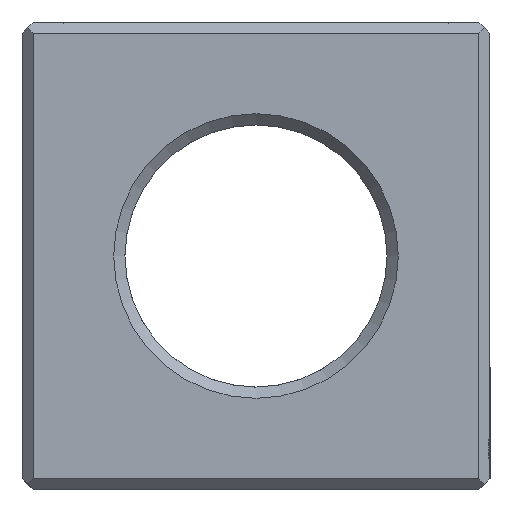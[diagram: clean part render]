
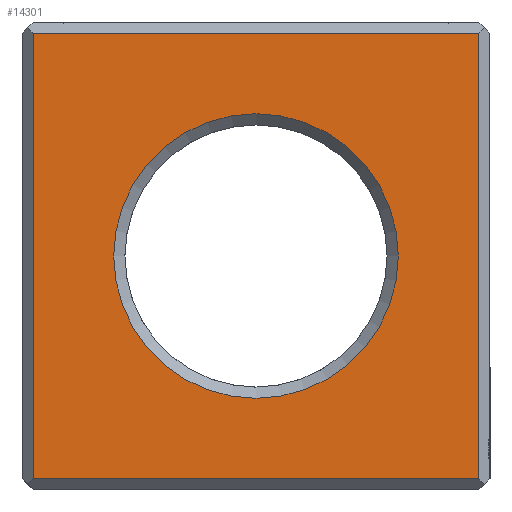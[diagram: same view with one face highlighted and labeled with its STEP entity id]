
A CAD part, left-side view. The second image highlights one B-rep face of the part: STEP entity #14301.
In plain terms, the highlighted planar face has unit normal (-1, 0, 0).
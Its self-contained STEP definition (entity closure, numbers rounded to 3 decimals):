
#72 = PLANE('',#73);
#73 = AXIS2_PLACEMENT_3D('',#74,#75,#76);
#74 = CARTESIAN_POINT('',(0.,0.,0.3));
#75 = DIRECTION('',(-0.707,0.,-0.707));
#76 = DIRECTION('',(0.707,0.,-0.707));
#782 = PLANE('',#783);
#783 = AXIS2_PLACEMENT_3D('',#784,#785,#786);
#784 = CARTESIAN_POINT('',(0.3,12.5,0.));
#785 = DIRECTION('',(0.707,-0.707,0.));
#786 = DIRECTION('',(-0.707,-0.707,0.));
#1013 = PLANE('',#1014);
#1014 = AXIS2_PLACEMENT_3D('',#1015,#1016,#1017);
#1015 = CARTESIAN_POINT('',(0.3,0.,0.));
#1016 = DIRECTION('',(-0.707,-0.707,0.));
#1017 = DIRECTION('',(-0.707,0.707,0.));
#1081 = VERTEX_POINT('',#1082);
#1082 = CARTESIAN_POINT('',(0.,0.3,0.3));
#1103 = EDGE_CURVE('',#1081,#1104,#1106,.T.);
#1104 = VERTEX_POINT('',#1105);
#1105 = CARTESIAN_POINT('',(0.,12.2,0.3));
#1106 = SURFACE_CURVE('',#1107,(#1111,#1118),.PCURVE_S1.);
#1107 = LINE('',#1108,#1109);
#1108 = CARTESIAN_POINT('',(0.,0.,0.3));
#1109 = VECTOR('',#1110,1.);
#1110 = DIRECTION('',(0.,1.,0.));
#1111 = PCURVE('',#72,#1112);
#1112 = DEFINITIONAL_REPRESENTATION('',(#1113),#1117);
#1113 = LINE('',#1114,#1115);
#1114 = CARTESIAN_POINT('',(0.,-0.));
#1115 = VECTOR('',#1116,1.);
#1116 = DIRECTION('',(0.,-1.));
#1117 = ( GEOMETRIC_REPRESENTATION_CONTEXT(2) 
PARAMETRIC_REPRESENTATION_CONTEXT() REPRESENTATION_CONTEXT('2D SPACE',''
  ) );
#1118 = PCURVE('',#1119,#1124);
#1119 = PLANE('',#1120);
#1120 = AXIS2_PLACEMENT_3D('',#1121,#1122,#1123);
#1121 = CARTESIAN_POINT('',(0.,12.5,0.));
#1122 = DIRECTION('',(1.,0.,0.));
#1123 = DIRECTION('',(0.,-1.,0.));
#1124 = DEFINITIONAL_REPRESENTATION('',(#1125),#1129);
#1125 = LINE('',#1126,#1127);
#1126 = CARTESIAN_POINT('',(12.5,-0.3));
#1127 = VECTOR('',#1128,1.);
#1128 = DIRECTION('',(-1.,0.));
#1129 = ( GEOMETRIC_REPRESENTATION_CONTEXT(2) 
PARAMETRIC_REPRESENTATION_CONTEXT() REPRESENTATION_CONTEXT('2D SPACE',''
  ) );
#2798 = VERTEX_POINT('',#2799);
#2799 = CARTESIAN_POINT('',(0.,12.2,12.2));
#2813 = PLANE('',#2814);
#2814 = AXIS2_PLACEMENT_3D('',#2815,#2816,#2817);
#2815 = CARTESIAN_POINT('',(0.3,0.,12.5));
#2816 = DIRECTION('',(-0.707,0.,0.707));
#2817 = DIRECTION('',(-0.707,0.,-0.707));
#2825 = EDGE_CURVE('',#1104,#2798,#2826,.T.);
#2826 = SURFACE_CURVE('',#2827,(#2831,#2838),.PCURVE_S1.);
#2827 = LINE('',#2828,#2829);
#2828 = CARTESIAN_POINT('',(0.,12.2,0.));
#2829 = VECTOR('',#2830,1.);
#2830 = DIRECTION('',(0.,0.,1.));
#2831 = PCURVE('',#782,#2832);
#2832 = DEFINITIONAL_REPRESENTATION('',(#2833),#2837);
#2833 = LINE('',#2834,#2835);
#2834 = CARTESIAN_POINT('',(0.424,0.));
#2835 = VECTOR('',#2836,1.);
#2836 = DIRECTION('',(0.,-1.));
#2837 = ( GEOMETRIC_REPRESENTATION_CONTEXT(2) 
PARAMETRIC_REPRESENTATION_CONTEXT() REPRESENTATION_CONTEXT('2D SPACE',''
  ) );
#2838 = PCURVE('',#1119,#2839);
#2839 = DEFINITIONAL_REPRESENTATION('',(#2840),#2844);
#2840 = LINE('',#2841,#2842);
#2841 = CARTESIAN_POINT('',(0.3,0.));
#2842 = VECTOR('',#2843,1.);
#2843 = DIRECTION('',(0.,-1.));
#2844 = ( GEOMETRIC_REPRESENTATION_CONTEXT(2) 
PARAMETRIC_REPRESENTATION_CONTEXT() REPRESENTATION_CONTEXT('2D SPACE',''
  ) );
#14258 = VERTEX_POINT('',#14259);
#14259 = CARTESIAN_POINT('',(0.,0.3,12.2));
#14280 = EDGE_CURVE('',#1081,#14258,#14281,.T.);
#14281 = SURFACE_CURVE('',#14282,(#14286,#14293),.PCURVE_S1.);
#14282 = LINE('',#14283,#14284);
#14283 = CARTESIAN_POINT('',(0.,0.3,0.));
#14284 = VECTOR('',#14285,1.);
#14285 = DIRECTION('',(0.,0.,1.));
#14286 = PCURVE('',#1013,#14287);
#14287 = DEFINITIONAL_REPRESENTATION('',(#14288),#14292);
#14288 = LINE('',#14289,#14290);
#14289 = CARTESIAN_POINT('',(0.424,0.));
#14290 = VECTOR('',#14291,1.);
#14291 = DIRECTION('',(0.,-1.));
#14292 = ( GEOMETRIC_REPRESENTATION_CONTEXT(2) 
PARAMETRIC_REPRESENTATION_CONTEXT() REPRESENTATION_CONTEXT('2D SPACE',''
  ) );
#14293 = PCURVE('',#1119,#14294);
#14294 = DEFINITIONAL_REPRESENTATION('',(#14295),#14299);
#14295 = LINE('',#14296,#14297);
#14296 = CARTESIAN_POINT('',(12.2,0.));
#14297 = VECTOR('',#14298,1.);
#14298 = DIRECTION('',(0.,-1.));
#14299 = ( GEOMETRIC_REPRESENTATION_CONTEXT(2) 
PARAMETRIC_REPRESENTATION_CONTEXT() REPRESENTATION_CONTEXT('2D SPACE',''
  ) );
#14301 = ADVANCED_FACE('',(#14302,#14328),#1119,.F.);
#14302 = FACE_BOUND('',#14303,.F.);
#14303 = EDGE_LOOP('',(#14304,#14305,#14306,#14307));
#14304 = ORIENTED_EDGE('',*,*,#14280,.F.);
#14305 = ORIENTED_EDGE('',*,*,#1103,.T.);
#14306 = ORIENTED_EDGE('',*,*,#2825,.T.);
#14307 = ORIENTED_EDGE('',*,*,#14308,.F.);
#14308 = EDGE_CURVE('',#14258,#2798,#14309,.T.);
#14309 = SURFACE_CURVE('',#14310,(#14314,#14321),.PCURVE_S1.);
#14310 = LINE('',#14311,#14312);
#14311 = CARTESIAN_POINT('',(0.,0.,12.2));
#14312 = VECTOR('',#14313,1.);
#14313 = DIRECTION('',(0.,1.,0.));
#14314 = PCURVE('',#1119,#14315);
#14315 = DEFINITIONAL_REPRESENTATION('',(#14316),#14320);
#14316 = LINE('',#14317,#14318);
#14317 = CARTESIAN_POINT('',(12.5,-12.2));
#14318 = VECTOR('',#14319,1.);
#14319 = DIRECTION('',(-1.,0.));
#14320 = ( GEOMETRIC_REPRESENTATION_CONTEXT(2) 
PARAMETRIC_REPRESENTATION_CONTEXT() REPRESENTATION_CONTEXT('2D SPACE',''
  ) );
#14321 = PCURVE('',#2813,#14322);
#14322 = DEFINITIONAL_REPRESENTATION('',(#14323),#14327);
#14323 = LINE('',#14324,#14325);
#14324 = CARTESIAN_POINT('',(0.424,0.));
#14325 = VECTOR('',#14326,1.);
#14326 = DIRECTION('',(0.,-1.));
#14327 = ( GEOMETRIC_REPRESENTATION_CONTEXT(2) 
PARAMETRIC_REPRESENTATION_CONTEXT() REPRESENTATION_CONTEXT('2D SPACE',''
  ) );
#14328 = FACE_BOUND('',#14329,.F.);
#14329 = EDGE_LOOP('',(#14330));
#14330 = ORIENTED_EDGE('',*,*,#14331,.T.);
#14331 = EDGE_CURVE('',#14332,#14332,#14334,.T.);
#14332 = VERTEX_POINT('',#14333);
#14333 = CARTESIAN_POINT('',(0.,2.45,6.25));
#14334 = SURFACE_CURVE('',#14335,(#14340,#14351),.PCURVE_S1.);
#14335 = CIRCLE('',#14336,3.8);
#14336 = AXIS2_PLACEMENT_3D('',#14337,#14338,#14339);
#14337 = CARTESIAN_POINT('',(0.,6.25,6.25));
#14338 = DIRECTION('',(-1.,0.,0.));
#14339 = DIRECTION('',(0.,-1.,0.));
#14340 = PCURVE('',#1119,#14341);
#14341 = DEFINITIONAL_REPRESENTATION('',(#14342),#14350);
#14342 = ( BOUNDED_CURVE() B_SPLINE_CURVE(2,(#14343,#14344,#14345,#14346
    ,#14347,#14348,#14349),.UNSPECIFIED.,.T.,.F.) 
B_SPLINE_CURVE_WITH_KNOTS((1,2,2,2,2,1),(-2.094,0.,
    2.094,4.189,6.283,8.378),
.UNSPECIFIED.) CURVE() GEOMETRIC_REPRESENTATION_ITEM() 
RATIONAL_B_SPLINE_CURVE((1.,0.5,1.,0.5,1.,0.5,1.)) REPRESENTATION_ITEM(
  '') );
#14343 = CARTESIAN_POINT('',(10.05,-6.25));
#14344 = CARTESIAN_POINT('',(10.05,-12.832));
#14345 = CARTESIAN_POINT('',(4.35,-9.541));
#14346 = CARTESIAN_POINT('',(-1.35,-6.25));
#14347 = CARTESIAN_POINT('',(4.35,-2.959));
#14348 = CARTESIAN_POINT('',(10.05,0.332));
#14349 = CARTESIAN_POINT('',(10.05,-6.25));
#14350 = ( GEOMETRIC_REPRESENTATION_CONTEXT(2) 
PARAMETRIC_REPRESENTATION_CONTEXT() REPRESENTATION_CONTEXT('2D SPACE',''
  ) );
#14351 = PCURVE('',#14352,#14357);
#14352 = CONICAL_SURFACE('',#14353,3.5,0.785);
#14353 = AXIS2_PLACEMENT_3D('',#14354,#14355,#14356);
#14354 = CARTESIAN_POINT('',(0.3,6.25,6.25));
#14355 = DIRECTION('',(-1.,-0.,-0.));
#14356 = DIRECTION('',(0.,-1.,0.));
#14357 = DEFINITIONAL_REPRESENTATION('',(#14358),#14362);
#14358 = LINE('',#14359,#14360);
#14359 = CARTESIAN_POINT('',(-0.,0.3));
#14360 = VECTOR('',#14361,1.);
#14361 = DIRECTION('',(1.,-0.));
#14362 = ( GEOMETRIC_REPRESENTATION_CONTEXT(2) 
PARAMETRIC_REPRESENTATION_CONTEXT() REPRESENTATION_CONTEXT('2D SPACE',''
  ) );
